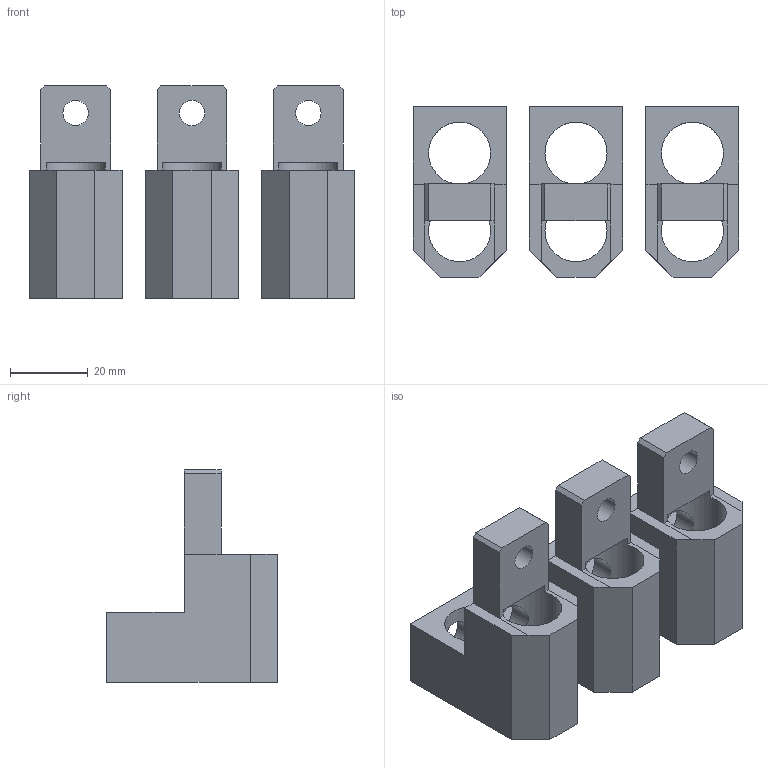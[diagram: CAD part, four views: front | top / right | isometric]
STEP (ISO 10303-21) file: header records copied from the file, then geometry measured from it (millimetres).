
FILE_DESCRIPTION(('CATIA V5 STEP Exchange'),'2;1');
FILE_NAME('1SDH001295R0156_1PA_001_00_XT2_3P_FIXED_FCCuAl_2x95mmq_INF.stp','2014-11-11T15:22:41+00:00',('none'),('none'),'CATIA Version 5 Release 20 SP 1 (IN-10)','CATIA V5 STEP AP214','none');
FILE_SCHEMA(('AUTOMOTIVE_DESIGN { 1 0 10303 214 1 1 1 1 }'));
Length unit declared in the file: millimetre
Products named in the file (1): 1SDH001295R0156_1PA_001_00_XT2_3P_FIXED_FCCuAl_2x95mmq_INF
Bounding box: 84 x 44 x 54.75 mm (x, y, z)
Volume: 54831 mm3; surface area: 26406.7 mm2
Topology: 3 solids, 3 shells, 87 faces, 258 edges, 171 vertices
Faces by surface type: plane 57, cylinder 30
Entity records: 3005 total; most frequent: CARTESIAN_POINT 759, ORIENTED_EDGE 516, DIRECTION 343, EDGE_CURVE 258, VECTOR 186, LINE 186, VERTEX_POINT 171, EDGE_LOOP 111
